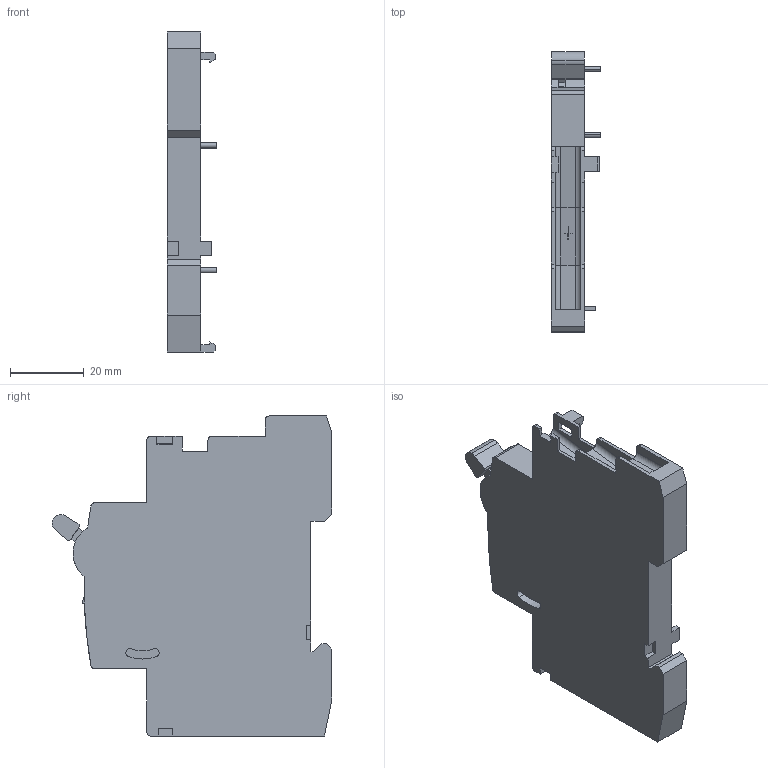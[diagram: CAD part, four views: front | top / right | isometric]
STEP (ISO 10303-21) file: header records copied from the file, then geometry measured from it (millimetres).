
FILE_DESCRIPTION (( 'STEP AP203' ), '1' );
FILE_NAME ('Êîíòàêò âñïîìîãàòåëüíûé AV-OF EKF AVERES (av-of-averes).STEP', '2022-06-06T12:33:03', ( '' ), ( '' ), 'SwSTEP 2.0', 'SolidWorks 2021', '' );
FILE_SCHEMA (( 'CONFIG_CONTROL_DESIGN' ));
Length unit declared in the file: millimetre
Products named in the file (1): Êîíòàêò âñïîìîãàòåëüíûé AV-OF EKF AVERES (av-of-averes)
Bounding box: 13.3 x 75.64 x 86.5 mm (x, y, z)
Volume: 40254.7 mm3; surface area: 14067 mm2
Topology: 1 solids, 1 shells, 237 faces, 638 edges, 407 vertices
Faces by surface type: plane 190, cylinder 47
Entity records: 7396 total; most frequent: CARTESIAN_POINT 1307, ORIENTED_EDGE 1276, DIRECTION 1225, EDGE_CURVE 638, LINE 511, VECTOR 511, VERTEX_POINT 407, AXIS2_PLACEMENT_3D 357
